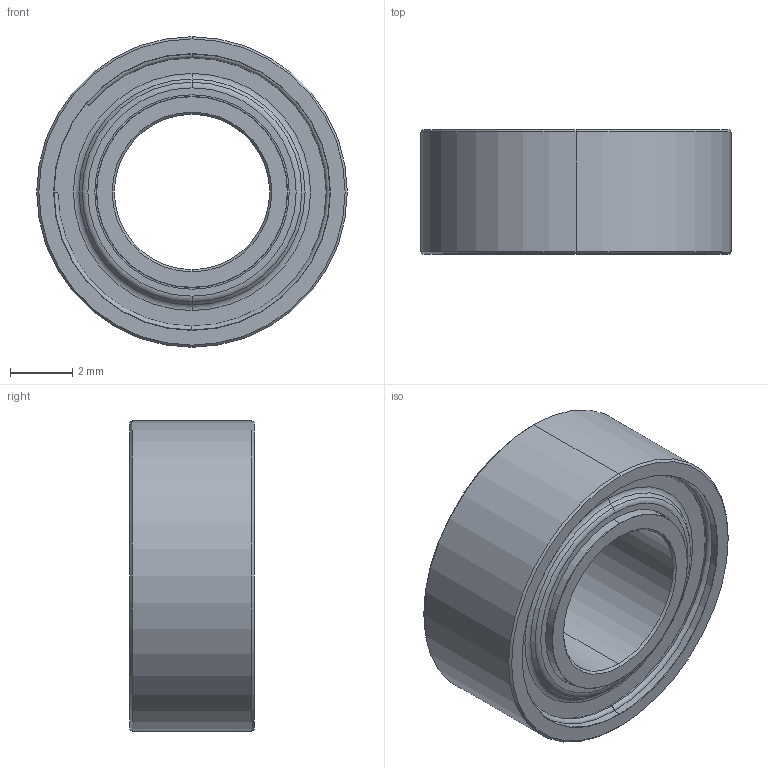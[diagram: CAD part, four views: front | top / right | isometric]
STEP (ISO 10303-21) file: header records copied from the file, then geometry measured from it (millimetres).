
FILE_DESCRIPTION (( 'STEP AP203' ), '1' );
FILE_NAME ('535229.STEP', '2016-10-07T14:23:07', ( '' ), ( '' ), 'SwSTEP 2.0', 'SolidWorks 2014', '' );
FILE_SCHEMA (( 'CONFIG_CONTROL_DESIGN' ));
Length unit declared in the file: millimetre
Products named in the file (1): 535229
Bounding box: 10 x 4 x 10 mm (x, y, z)
Volume: 208.2 mm3; surface area: 418.3 mm2
Topology: 3 solids, 3 shells, 76 faces, 148 edges, 88 vertices
Faces by surface type: cone 20, cylinder 20, torus 20, plane 16
Entity records: 2041 total; most frequent: DIRECTION 410, CARTESIAN_POINT 313, ORIENTED_EDGE 296, AXIS2_PLACEMENT_3D 185, EDGE_CURVE 148, CIRCLE 108, VERTEX_POINT 88, EDGE_LOOP 88
